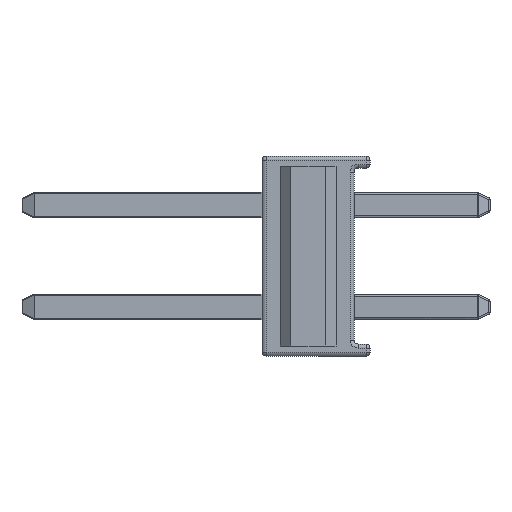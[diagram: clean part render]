
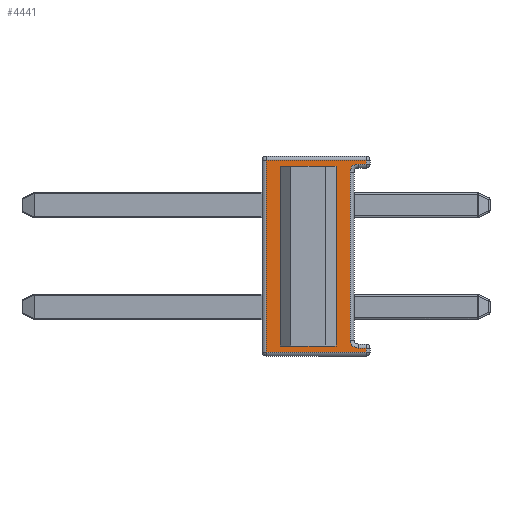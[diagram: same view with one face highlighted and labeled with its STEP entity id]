
A CAD part, left-side view. The second image highlights one B-rep face of the part: STEP entity #4441.
In plain terms, the highlighted planar face has unit normal (-1, 0, 0).
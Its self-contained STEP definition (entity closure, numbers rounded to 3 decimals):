
#62 = DIRECTION ( 'NONE',  ( 0., -1., 0. ) ) ;
#163 = FACE_OUTER_BOUND ( 'NONE', #2048, .T. ) ;
#193 = ORIENTED_EDGE ( 'NONE', *, *, #1198, .T. ) ;
#210 = DIRECTION ( 'NONE',  ( 0., 0., 1. ) ) ;
#228 = LINE ( 'NONE', #1146, #4828 ) ;
#294 = CARTESIAN_POINT ( 'NONE',  ( -1., -2.2, 2.1 ) ) ;
#300 = DIRECTION ( 'NONE',  ( -1., 0., 0. ) ) ;
#328 = ORIENTED_EDGE ( 'NONE', *, *, #935, .T. ) ;
#473 = ORIENTED_EDGE ( 'NONE', *, *, #2991, .F. ) ;
#534 = VERTEX_POINT ( 'NONE', #2195 ) ;
#737 = VERTEX_POINT ( 'NONE', #2771 ) ;
#743 = CIRCLE ( 'NONE', #5688, 0.2 ) ;
#793 = AXIS2_PLACEMENT_3D ( 'NONE', #5658, #300, #3405 ) ;
#829 = EDGE_CURVE ( 'NONE', #737, #4807, #5315, .T. ) ;
#846 = CARTESIAN_POINT ( 'NONE',  ( -1., -2.4, -2.1 ) ) ;
#929 = LINE ( 'NONE', #5765, #3239 ) ;
#931 = VERTEX_POINT ( 'NONE', #4040 ) ;
#935 = EDGE_CURVE ( 'NONE', #2623, #737, #1807, .T. ) ;
#987 = VECTOR ( 'NONE', #5465, 1000. ) ;
#1009 = VERTEX_POINT ( 'NONE', #5006 ) ;
#1010 = EDGE_CURVE ( 'NONE', #4807, #5801, #5764, .T. ) ;
#1028 = CARTESIAN_POINT ( 'NONE',  ( -1., -2.4, 2.1 ) ) ;
#1043 = EDGE_CURVE ( 'NONE', #2623, #2543, #2446, .T. ) ;
#1117 = DIRECTION ( 'NONE',  ( 0., 0., -1. ) ) ;
#1146 = CARTESIAN_POINT ( 'NONE',  ( -1., -0.1, -2.5 ) ) ;
#1198 = EDGE_CURVE ( 'NONE', #5801, #1009, #228, .T. ) ;
#1260 = CARTESIAN_POINT ( 'NONE',  ( -1., -2.3, -2.4 ) ) ;
#1270 = CARTESIAN_POINT ( 'NONE',  ( -1., -0.1, 2.4 ) ) ;
#1287 = DIRECTION ( 'NONE',  ( 0., 0., 1. ) ) ;
#1380 = EDGE_CURVE ( 'NONE', #1009, #5728, #4824, .T. ) ;
#1403 = CARTESIAN_POINT ( 'NONE',  ( -1., -2.6, -2.5 ) ) ;
#1464 = DIRECTION ( 'NONE',  ( 0., 0., 1. ) ) ;
#1514 = VECTOR ( 'NONE', #1545, 1000. ) ;
#1545 = DIRECTION ( 'NONE',  ( 0., 1., 0. ) ) ;
#1548 = VERTEX_POINT ( 'NONE', #5413 ) ;
#1557 = EDGE_CURVE ( 'NONE', #5728, #931, #4890, .T. ) ;
#1743 = EDGE_CURVE ( 'NONE', #931, #1548, #2714, .T. ) ;
#1807 = LINE ( 'NONE', #2263, #2866 ) ;
#1845 = CARTESIAN_POINT ( 'NONE',  ( -1., -2.6, 2.4 ) ) ;
#2048 = EDGE_LOOP ( 'NONE', ( #473, #4373, #3031, #328, #2285, #5273, #193, #2715, #5424, #3746 ) ) ;
#2195 = CARTESIAN_POINT ( 'NONE',  ( -1., -2.2, -2.1 ) ) ;
#2263 = CARTESIAN_POINT ( 'NONE',  ( -1., -2.7, 2.3 ) ) ;
#2285 = ORIENTED_EDGE ( 'NONE', *, *, #829, .T. ) ;
#2446 = CIRCLE ( 'NONE', #4117, 0.2 ) ;
#2505 = PLANE ( 'NONE',  #793 ) ;
#2543 = VERTEX_POINT ( 'NONE', #294 ) ;
#2623 = VERTEX_POINT ( 'NONE', #3908 ) ;
#2644 = VECTOR ( 'NONE', #4529, 1000. ) ;
#2714 = LINE ( 'NONE', #4234, #1514 ) ;
#2715 = ORIENTED_EDGE ( 'NONE', *, *, #1380, .T. ) ;
#2771 = CARTESIAN_POINT ( 'NONE',  ( -1., -2.6, 2.3 ) ) ;
#2866 = VECTOR ( 'NONE', #62, 1000. ) ;
#2991 = EDGE_CURVE ( 'NONE', #534, #1548, #743, .T. ) ;
#3031 = ORIENTED_EDGE ( 'NONE', *, *, #1043, .F. ) ;
#3239 = VECTOR ( 'NONE', #5282, 1000. ) ;
#3405 = DIRECTION ( 'NONE',  ( 0., 0., 1. ) ) ;
#3540 = EDGE_CURVE ( 'NONE', #534, #2543, #929, .T. ) ;
#3730 = CARTESIAN_POINT ( 'NONE',  ( -1., -2.6, -2.5 ) ) ;
#3746 = ORIENTED_EDGE ( 'NONE', *, *, #1743, .T. ) ;
#3908 = CARTESIAN_POINT ( 'NONE',  ( -1., -2.4, 2.3 ) ) ;
#3917 = DIRECTION ( 'NONE',  ( 0., -1., 0. ) ) ;
#3952 = DIRECTION ( 'NONE',  ( -1., 0., 0. ) ) ;
#4040 = CARTESIAN_POINT ( 'NONE',  ( -1., -2.6, -2.3 ) ) ;
#4116 = VECTOR ( 'NONE', #210, 1000. ) ;
#4117 = AXIS2_PLACEMENT_3D ( 'NONE', #1028, #4138, #1464 ) ;
#4138 = DIRECTION ( 'NONE',  ( -1., 0., 0. ) ) ;
#4234 = CARTESIAN_POINT ( 'NONE',  ( -1., -2.3, -2.3 ) ) ;
#4373 = ORIENTED_EDGE ( 'NONE', *, *, #3540, .T. ) ;
#4441 = ADVANCED_FACE ( 'NONE', ( #163 ), #2505, .T. ) ;
#4529 = DIRECTION ( 'NONE',  ( 0., 0., 1. ) ) ;
#4548 = CARTESIAN_POINT ( 'NONE',  ( -1., -2.3, 2.4 ) ) ;
#4807 = VERTEX_POINT ( 'NONE', #1845 ) ;
#4824 = LINE ( 'NONE', #1260, #4958 ) ;
#4828 = VECTOR ( 'NONE', #1117, 1000. ) ;
#4890 = LINE ( 'NONE', #1403, #2644 ) ;
#4958 = VECTOR ( 'NONE', #3917, 1000. ) ;
#5006 = CARTESIAN_POINT ( 'NONE',  ( -1., -0.1, -2.4 ) ) ;
#5273 = ORIENTED_EDGE ( 'NONE', *, *, #1010, .T. ) ;
#5282 = DIRECTION ( 'NONE',  ( 0., 0., 1. ) ) ;
#5315 = LINE ( 'NONE', #3730, #4116 ) ;
#5400 = CARTESIAN_POINT ( 'NONE',  ( -1., -2.6, -2.4 ) ) ;
#5413 = CARTESIAN_POINT ( 'NONE',  ( -1., -2.4, -2.3 ) ) ;
#5424 = ORIENTED_EDGE ( 'NONE', *, *, #1557, .T. ) ;
#5465 = DIRECTION ( 'NONE',  ( 0., 1., 0. ) ) ;
#5658 = CARTESIAN_POINT ( 'NONE',  ( -1., -2.3, -2.5 ) ) ;
#5688 = AXIS2_PLACEMENT_3D ( 'NONE', #846, #3952, #1287 ) ;
#5728 = VERTEX_POINT ( 'NONE', #5400 ) ;
#5764 = LINE ( 'NONE', #4548, #987 ) ;
#5765 = CARTESIAN_POINT ( 'NONE',  ( -1., -2.2, 2.2 ) ) ;
#5801 = VERTEX_POINT ( 'NONE', #1270 ) ;
